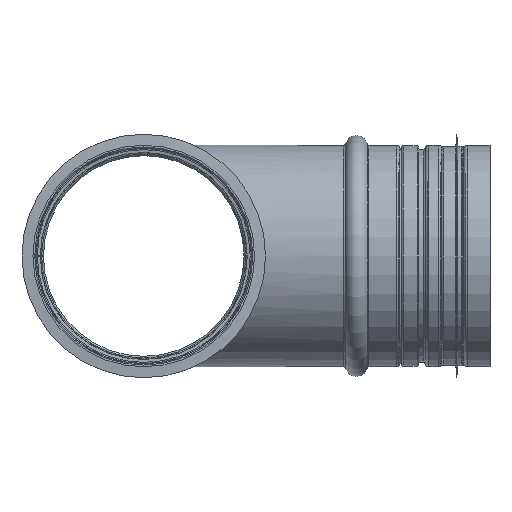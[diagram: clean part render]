
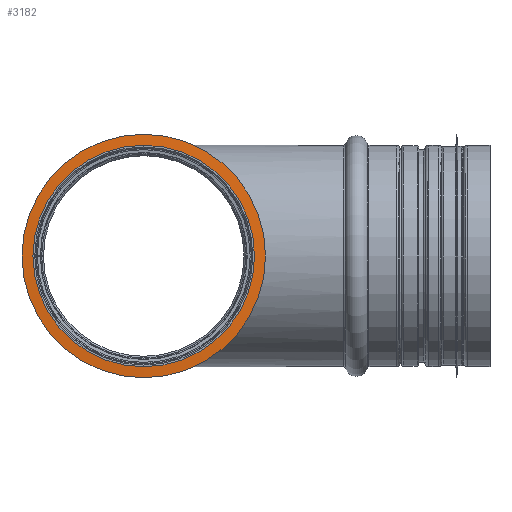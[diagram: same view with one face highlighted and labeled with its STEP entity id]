
A CAD part, front view. The second image highlights one B-rep face of the part: STEP entity #3182.
In plain terms, the highlighted conical face has half-angle 86.322 degrees and reference radius 66.3 mm.
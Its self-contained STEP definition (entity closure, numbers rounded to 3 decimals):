
#66=FACE_BOUND('',#622,.T.);
#137=CONICAL_SURFACE('',#3599,66.3,86.322);
#397=FACE_OUTER_BOUND('',#621,.T.);
#621=EDGE_LOOP('',(#2650));
#622=EDGE_LOOP('',(#2651));
#836=CIRCLE('',#3598,62.8);
#837=CIRCLE('',#3600,69.8);
#1430=VERTEX_POINT('',#6572);
#1431=VERTEX_POINT('',#6575);
#1839=EDGE_CURVE('',#1430,#1430,#836,.T.);
#1840=EDGE_CURVE('',#1431,#1431,#837,.T.);
#2650=ORIENTED_EDGE('',*,*,#1840,.F.);
#2651=ORIENTED_EDGE('',*,*,#1839,.T.);
#3182=ADVANCED_FACE('',(#397,#66),#137,.T.);
#3598=AXIS2_PLACEMENT_3D('',#6573,#4616,#4617);
#3599=AXIS2_PLACEMENT_3D('',#6574,#4618,#4619);
#3600=AXIS2_PLACEMENT_3D('',#6576,#4620,#4621);
#4616=DIRECTION('center_axis',(0.,1.,0.));
#4617=DIRECTION('ref_axis',(-1.,0.,0.));
#4618=DIRECTION('center_axis',(0.,1.,0.));
#4619=DIRECTION('ref_axis',(-1.,0.,0.));
#4620=DIRECTION('center_axis',(0.,1.,0.));
#4621=DIRECTION('ref_axis',(-1.,0.,0.));
#6572=CARTESIAN_POINT('',(-62.8,3.,0.));
#6573=CARTESIAN_POINT('Origin',(0.,3.,0.));
#6574=CARTESIAN_POINT('Origin',(0.,3.225,0.));
#6575=CARTESIAN_POINT('',(-69.8,3.45,0.));
#6576=CARTESIAN_POINT('Origin',(0.,3.45,0.));
